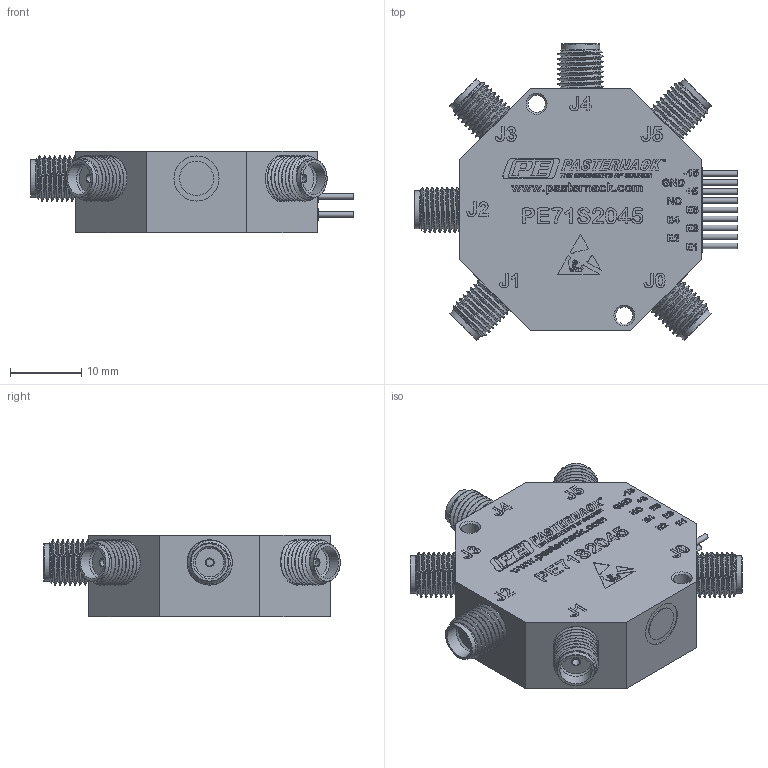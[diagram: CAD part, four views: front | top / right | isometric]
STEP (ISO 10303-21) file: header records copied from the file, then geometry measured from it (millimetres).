
FILE_DESCRIPTION (( 'STEP AP203' ), '1' );
FILE_NAME ('PE71S2045.step', '2019-12-06T17:54:05', ( '' ), ( '' ), 'SwSTEP 2.0', 'SolidWorks 2018', '' );
FILE_SCHEMA (( 'CONFIG_CONTROL_DESIGN' ));
Products named in the file (1): PE71S2045
Bounding box: 45.47 x 41.77 x 11.43 mm (x, y, z)
Volume: 11683.3 mm3; surface area: 5482.3 mm2
Topology: 13 solids, 13 shells, 1677 faces, 4452 edges, 2961 vertices
Faces by surface type: plane 797, bspline 732, cylinder 119, torus 15, cone 14
Full cylindrical faces by diameter (mm): 0.345 x1, 0.354 x1, 0.762 x9, 1.016 x6, 1.27 x12, 2.438 x2, 4.572 x6, 4.826 x1, 5.359 x6, 6.35 x1, 6.604 x1
Entity records: 91167 total; most frequent: CARTESIAN_POINT 54599, ORIENTED_EDGE 8742, DIRECTION 5040, EDGE_CURVE 4371, VERTEX_POINT 2955, VECTOR 2606, LINE 2606, EDGE_LOOP 1928
